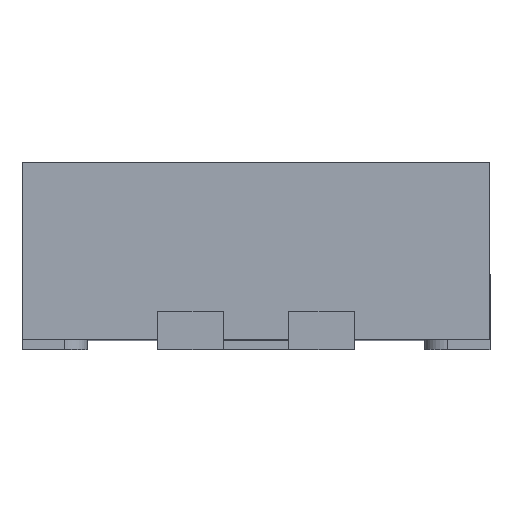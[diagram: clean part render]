
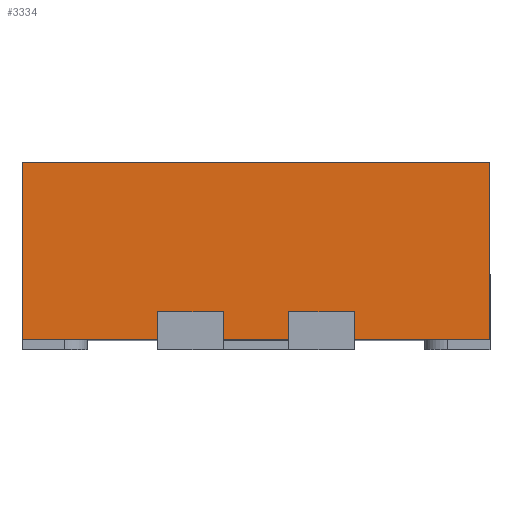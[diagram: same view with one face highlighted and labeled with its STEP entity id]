
A CAD part, top view. The second image highlights one B-rep face of the part: STEP entity #3334.
In plain terms, the highlighted planar face has unit normal (0, 0, 1).
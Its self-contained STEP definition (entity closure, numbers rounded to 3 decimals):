
#4 = CARTESIAN_POINT ( 'NONE',  ( -0.525, 0.05, 1. ) ) ;
#136 = CARTESIAN_POINT ( 'NONE',  ( -1.25, 0.05, 1. ) ) ;
#147 = CARTESIAN_POINT ( 'NONE',  ( 1.25, 1., 1. ) ) ;
#217 = CARTESIAN_POINT ( 'NONE',  ( -1.25, 1., 1. ) ) ;
#235 = EDGE_CURVE ( 'NONE', #4222, #3990, #2171, .T. ) ;
#296 = CARTESIAN_POINT ( 'NONE',  ( 0.175, 0.2, 1. ) ) ;
#332 = CARTESIAN_POINT ( 'NONE',  ( -0.175, 0.2, 1. ) ) ;
#366 = CARTESIAN_POINT ( 'NONE',  ( 0.175, 0.2, 1. ) ) ;
#408 = CARTESIAN_POINT ( 'NONE',  ( 1.25, 0.05, 1. ) ) ;
#468 = ORIENTED_EDGE ( 'NONE', *, *, #2245, .F. ) ;
#499 = ORIENTED_EDGE ( 'NONE', *, *, #4371, .T. ) ;
#520 = DIRECTION ( 'NONE',  ( 1., 0., 0. ) ) ;
#546 = CARTESIAN_POINT ( 'NONE',  ( -1.25, 5.202, 1. ) ) ;
#582 = VECTOR ( 'NONE', #3933, 1000. ) ;
#592 = ORIENTED_EDGE ( 'NONE', *, *, #235, .T. ) ;
#646 = CARTESIAN_POINT ( 'NONE',  ( -0.525, 0.2, 1. ) ) ;
#680 = DIRECTION ( 'NONE',  ( 0., 0., -1. ) ) ;
#753 = EDGE_CURVE ( 'NONE', #1760, #1326, #3839, .T. ) ;
#756 = ORIENTED_EDGE ( 'NONE', *, *, #2509, .T. ) ;
#780 = DIRECTION ( 'NONE',  ( 1., 0., 0. ) ) ;
#883 = DIRECTION ( 'NONE',  ( 1., 0., 0. ) ) ;
#1046 = DIRECTION ( 'NONE',  ( 0., -1., 0. ) ) ;
#1052 = VECTOR ( 'NONE', #1379, 1000. ) ;
#1070 = CARTESIAN_POINT ( 'NONE',  ( 1.25, 5.202, 1. ) ) ;
#1124 = EDGE_CURVE ( 'NONE', #3138, #3990, #3791, .T. ) ;
#1129 = VERTEX_POINT ( 'NONE', #2841 ) ;
#1177 = VERTEX_POINT ( 'NONE', #217 ) ;
#1196 = VERTEX_POINT ( 'NONE', #366 ) ;
#1241 = CARTESIAN_POINT ( 'NONE',  ( 0.525, 0.2, 1. ) ) ;
#1326 = VERTEX_POINT ( 'NONE', #4 ) ;
#1374 = VECTOR ( 'NONE', #883, 1000. ) ;
#1379 = DIRECTION ( 'NONE',  ( 1., 0., 0. ) ) ;
#1381 = VECTOR ( 'NONE', #3532, 1000. ) ;
#1469 = VERTEX_POINT ( 'NONE', #136 ) ;
#1548 = FACE_OUTER_BOUND ( 'NONE', #2962, .T. ) ;
#1588 = CARTESIAN_POINT ( 'NONE',  ( -0.525, 0.2, 1. ) ) ;
#1641 = DIRECTION ( 'NONE',  ( 0., -1., 0. ) ) ;
#1645 = ORIENTED_EDGE ( 'NONE', *, *, #3141, .F. ) ;
#1685 = EDGE_CURVE ( 'NONE', #2026, #1129, #3407, .T. ) ;
#1760 = VERTEX_POINT ( 'NONE', #2463 ) ;
#1838 = ORIENTED_EDGE ( 'NONE', *, *, #1685, .T. ) ;
#2016 = CARTESIAN_POINT ( 'NONE',  ( -0.175, 0.05, 1. ) ) ;
#2026 = VERTEX_POINT ( 'NONE', #2016 ) ;
#2029 = CARTESIAN_POINT ( 'NONE',  ( 0.525, 0.2, 1. ) ) ;
#2032 = EDGE_CURVE ( 'NONE', #3050, #4222, #4048, .T. ) ;
#2171 = LINE ( 'NONE', #3383, #4156 ) ;
#2180 = LINE ( 'NONE', #296, #4510 ) ;
#2245 = EDGE_CURVE ( 'NONE', #1196, #1129, #2180, .T. ) ;
#2289 = ORIENTED_EDGE ( 'NONE', *, *, #3765, .T. ) ;
#2302 = EDGE_CURVE ( 'NONE', #1469, #1326, #2809, .T. ) ;
#2312 = LINE ( 'NONE', #1588, #1374 ) ;
#2331 = VECTOR ( 'NONE', #1046, 1000. ) ;
#2463 = CARTESIAN_POINT ( 'NONE',  ( -0.525, 0.2, 1. ) ) ;
#2483 = ORIENTED_EDGE ( 'NONE', *, *, #2302, .T. ) ;
#2500 = LINE ( 'NONE', #2878, #1052 ) ;
#2509 = EDGE_CURVE ( 'NONE', #1177, #1469, #2972, .T. ) ;
#2538 = PLANE ( 'NONE',  #3731 ) ;
#2548 = LINE ( 'NONE', #3564, #582 ) ;
#2667 = VERTEX_POINT ( 'NONE', #332 ) ;
#2809 = LINE ( 'NONE', #408, #3149 ) ;
#2841 = CARTESIAN_POINT ( 'NONE',  ( 0.175, 0.05, 1. ) ) ;
#2845 = CARTESIAN_POINT ( 'NONE',  ( 1.25, 0.05, 1. ) ) ;
#2877 = VECTOR ( 'NONE', #3908, 1000. ) ;
#2878 = CARTESIAN_POINT ( 'NONE',  ( 1.25, 1., 1. ) ) ;
#2962 = EDGE_LOOP ( 'NONE', ( #468, #3405, #3098, #592, #3217, #1645, #756, #2483, #4632, #499, #2289, #1838 ) ) ;
#2972 = LINE ( 'NONE', #546, #4569 ) ;
#3050 = VERTEX_POINT ( 'NONE', #2029 ) ;
#3098 = ORIENTED_EDGE ( 'NONE', *, *, #2032, .T. ) ;
#3134 = CARTESIAN_POINT ( 'NONE',  ( -0.175, 0.2, 1. ) ) ;
#3138 = VERTEX_POINT ( 'NONE', #147 ) ;
#3141 = EDGE_CURVE ( 'NONE', #1177, #3138, #2500, .T. ) ;
#3149 = VECTOR ( 'NONE', #780, 1000. ) ;
#3217 = ORIENTED_EDGE ( 'NONE', *, *, #1124, .F. ) ;
#3224 = CARTESIAN_POINT ( 'NONE',  ( 1.25, 5.202, 1. ) ) ;
#3243 = DIRECTION ( 'NONE',  ( 0., -1., 0. ) ) ;
#3334 = ADVANCED_FACE ( 'NONE', ( #1548 ), #2538, .F. ) ;
#3383 = CARTESIAN_POINT ( 'NONE',  ( 1.25, 0.05, 1. ) ) ;
#3405 = ORIENTED_EDGE ( 'NONE', *, *, #3989, .T. ) ;
#3407 = LINE ( 'NONE', #4283, #2877 ) ;
#3532 = DIRECTION ( 'NONE',  ( 0., -1., 0. ) ) ;
#3564 = CARTESIAN_POINT ( 'NONE',  ( 0.525, 0.2, 1. ) ) ;
#3654 = LINE ( 'NONE', #3134, #1381 ) ;
#3661 = DIRECTION ( 'NONE',  ( -1., 0., 0. ) ) ;
#3731 = AXIS2_PLACEMENT_3D ( 'NONE', #1070, #680, #3661 ) ;
#3765 = EDGE_CURVE ( 'NONE', #2667, #2026, #3654, .T. ) ;
#3791 = LINE ( 'NONE', #3224, #3902 ) ;
#3808 = VECTOR ( 'NONE', #1641, 1000. ) ;
#3839 = LINE ( 'NONE', #646, #2331 ) ;
#3847 = DIRECTION ( 'NONE',  ( 0., -1., 0. ) ) ;
#3902 = VECTOR ( 'NONE', #3243, 1000. ) ;
#3908 = DIRECTION ( 'NONE',  ( 1., 0., 0. ) ) ;
#3933 = DIRECTION ( 'NONE',  ( 1., 0., 0. ) ) ;
#3989 = EDGE_CURVE ( 'NONE', #1196, #3050, #2548, .T. ) ;
#3990 = VERTEX_POINT ( 'NONE', #2845 ) ;
#4048 = LINE ( 'NONE', #1241, #3808 ) ;
#4156 = VECTOR ( 'NONE', #520, 1000. ) ;
#4222 = VERTEX_POINT ( 'NONE', #4603 ) ;
#4283 = CARTESIAN_POINT ( 'NONE',  ( 1.25, 0.05, 1. ) ) ;
#4371 = EDGE_CURVE ( 'NONE', #1760, #2667, #2312, .T. ) ;
#4510 = VECTOR ( 'NONE', #4748, 1000. ) ;
#4569 = VECTOR ( 'NONE', #3847, 1000. ) ;
#4603 = CARTESIAN_POINT ( 'NONE',  ( 0.525, 0.05, 1. ) ) ;
#4632 = ORIENTED_EDGE ( 'NONE', *, *, #753, .F. ) ;
#4748 = DIRECTION ( 'NONE',  ( 0., -1., 0. ) ) ;
